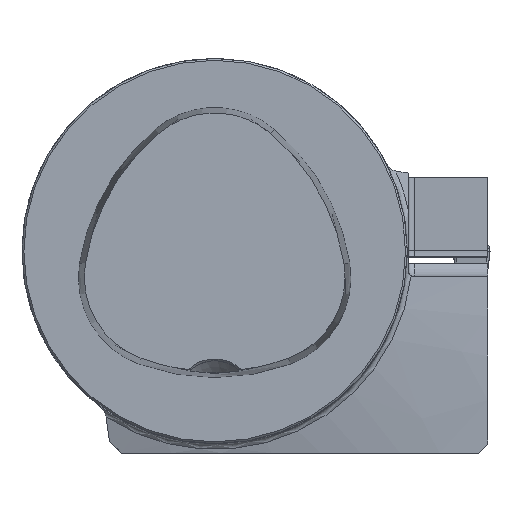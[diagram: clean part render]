
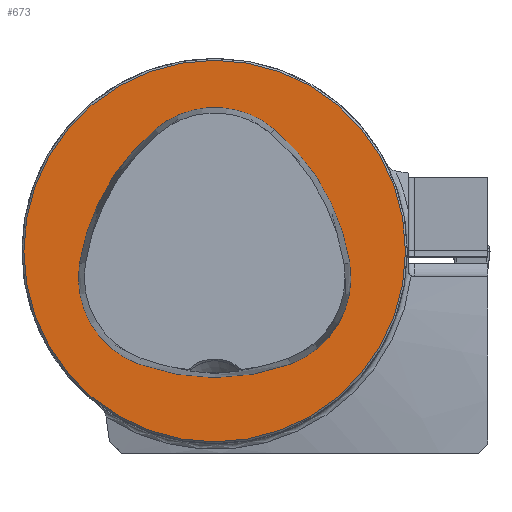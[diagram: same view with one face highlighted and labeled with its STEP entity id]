
A CAD part, top view. The second image highlights one B-rep face of the part: STEP entity #673.
In plain terms, the highlighted planar face has unit normal (0, 0, 1).
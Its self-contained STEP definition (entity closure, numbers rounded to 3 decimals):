
#111=FACE_BOUND('',#924,.T.);
#112=FACE_BOUND('',#925,.T.);
#179=PLANE('',#2426);
#673=ADVANCED_FACE('CU_FL_N1_SU_1',(#111,#112),#179,.T.);
#924=EDGE_LOOP('',(#1293,#1294,#1295,#1296,#1297,#1298));
#925=EDGE_LOOP('',(#1299));
#1034=CIRCLE('',#2417,36.075);
#1036=CIRCLE('',#2420,36.075);
#1037=CIRCLE('',#2421,15.075);
#1038=CIRCLE('',#2422,15.075);
#1039=CIRCLE('',#2423,36.075);
#1040=CIRCLE('',#2424,15.075);
#1041=CIRCLE('',#2425,31.2);
#1293=ORIENTED_EDGE('',*,*,#2099,.F.);
#1294=ORIENTED_EDGE('',*,*,#2100,.F.);
#1295=ORIENTED_EDGE('',*,*,#2092,.F.);
#1296=ORIENTED_EDGE('',*,*,#2101,.F.);
#1297=ORIENTED_EDGE('',*,*,#2102,.F.);
#1298=ORIENTED_EDGE('',*,*,#2103,.F.);
#1299=ORIENTED_EDGE('',*,*,#2104,.T.);
#1845=VERTEX_POINT('',#3875);
#1846=VERTEX_POINT('',#3877);
#1852=VERTEX_POINT('',#3909);
#1853=VERTEX_POINT('',#3910);
#1854=VERTEX_POINT('',#3913);
#1855=VERTEX_POINT('',#3915);
#1856=VERTEX_POINT('',#3918);
#2092=EDGE_CURVE('',#1845,#1846,#1034,.T.);
#2099=EDGE_CURVE('',#1852,#1853,#1036,.T.);
#2100=EDGE_CURVE('',#1846,#1852,#1037,.T.);
#2101=EDGE_CURVE('',#1854,#1845,#1038,.T.);
#2102=EDGE_CURVE('',#1855,#1854,#1039,.T.);
#2103=EDGE_CURVE('',#1853,#1855,#1040,.T.);
#2104=EDGE_CURVE('',#1856,#1856,#1041,.T.);
#2417=AXIS2_PLACEMENT_3D('',#3876,#2774,#2775);
#2420=AXIS2_PLACEMENT_3D('',#3908,#2781,#2782);
#2421=AXIS2_PLACEMENT_3D('',#3911,#2783,#2784);
#2422=AXIS2_PLACEMENT_3D('',#3912,#2785,#2786);
#2423=AXIS2_PLACEMENT_3D('',#3914,#2787,#2788);
#2424=AXIS2_PLACEMENT_3D('',#3916,#2789,#2790);
#2425=AXIS2_PLACEMENT_3D('',#3917,#2791,#2792);
#2426=AXIS2_PLACEMENT_3D('',#3919,#2793,#2794);
#2774=DIRECTION('',(0.,0.,1.));
#2775=DIRECTION('',(-1.,0.,0.));
#2781=DIRECTION('',(0.,0.,1.));
#2782=DIRECTION('',(-1.,0.,0.));
#2783=DIRECTION('',(0.,0.,1.));
#2784=DIRECTION('',(-1.,0.,0.));
#2785=DIRECTION('',(0.,0.,1.));
#2786=DIRECTION('',(-1.,0.,0.));
#2787=DIRECTION('',(0.,0.,1.));
#2788=DIRECTION('',(-1.,0.,0.));
#2789=DIRECTION('',(0.,0.,1.));
#2790=DIRECTION('',(-1.,0.,0.));
#2791=DIRECTION('',(0.,0.,1.));
#2792=DIRECTION('',(-1.,0.,0.));
#2793=DIRECTION('',(0.,0.,1.));
#2794=DIRECTION('',(-1.,0.,0.));
#3875=CARTESIAN_POINT('',(-12.368,-18.489,0.));
#3876=CARTESIAN_POINT('',(0.,15.4,0.));
#3877=CARTESIAN_POINT('',(12.368,-18.489,0.));
#3908=CARTESIAN_POINT('',(-13.535,-7.656,0.));
#3909=CARTESIAN_POINT('',(22.084,-1.937,0.));
#3910=CARTESIAN_POINT('',(9.716,19.927,0.));
#3911=CARTESIAN_POINT('',(7.2,-4.327,0.));
#3912=CARTESIAN_POINT('',(-7.2,-4.327,0.));
#3913=CARTESIAN_POINT('',(-22.084,-1.937,0.));
#3914=CARTESIAN_POINT('',(13.535,-7.656,0.));
#3915=CARTESIAN_POINT('',(-9.716,19.927,0.));
#3916=CARTESIAN_POINT('',(0.,8.4,0.));
#3917=CARTESIAN_POINT('',(0.,0.,0.));
#3918=CARTESIAN_POINT('',(-31.2,0.,0.));
#3919=CARTESIAN_POINT('',(0.,0.,0.));
